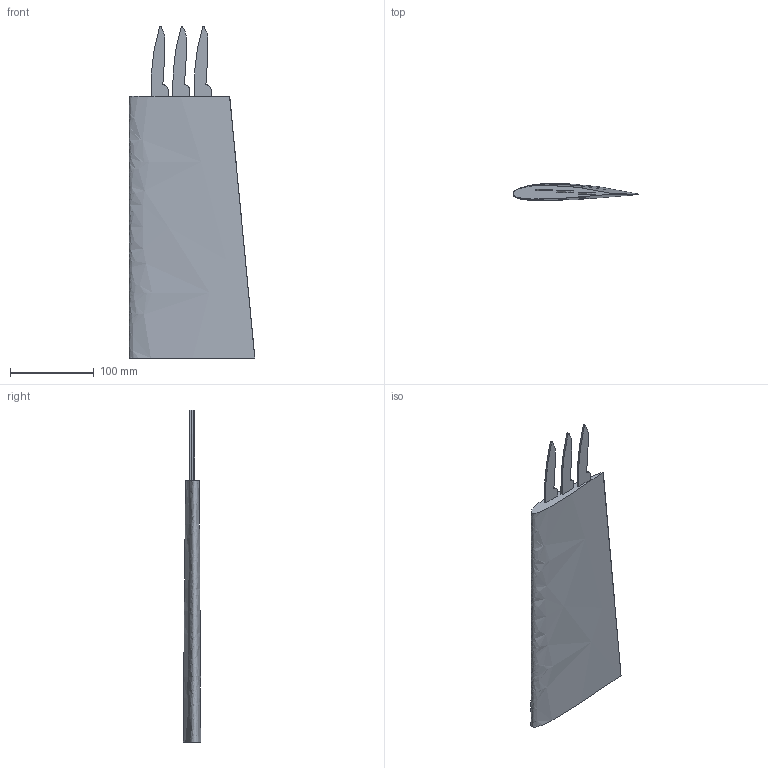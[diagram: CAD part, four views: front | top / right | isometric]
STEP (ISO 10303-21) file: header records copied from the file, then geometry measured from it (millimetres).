
FILE_DESCRIPTION (( 'STEP AP203' ), '1' );
FILE_NAME ('PCase 4_LE.STEP', '2021-02-25T13:56:24', ( '' ), ( '' ), 'SwSTEP 2.0', 'SolidWorks 2020', '' );
FILE_SCHEMA (( 'CONFIG_CONTROL_DESIGN' ));
Length unit declared in the file: millimetre
Products named in the file (1): PCase 4_LE
Bounding box: 150.19 x 20.96 x 396.53 mm (x, y, z)
Volume: 428956.1 mm3; surface area: 98215.4 mm2
Topology: 4 solids, 4 shells, 28 faces, 60 edges, 40 vertices
Faces by surface type: bspline 14, plane 14
Entity records: 1752 total; most frequent: CARTESIAN_POINT 1168, ORIENTED_EDGE 120, DIRECTION 60, EDGE_CURVE 60, VERTEX_POINT 40, LINE 30, B_SPLINE_CURVE_WITH_KNOTS 30, VECTOR 30
